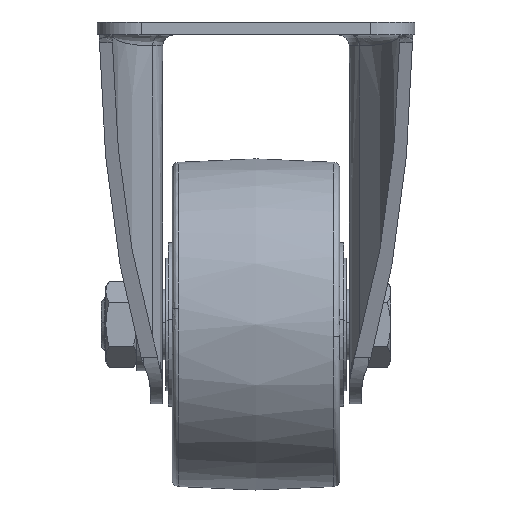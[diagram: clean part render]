
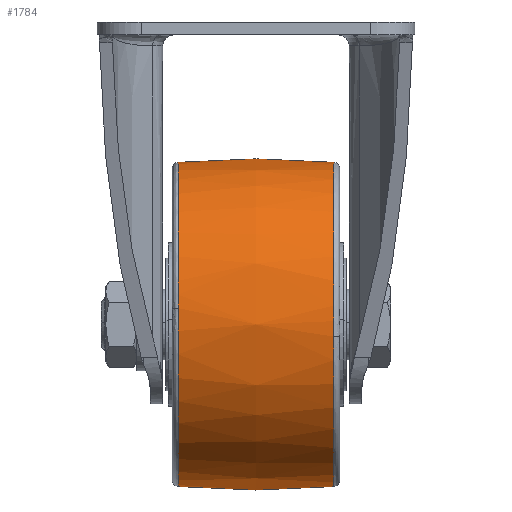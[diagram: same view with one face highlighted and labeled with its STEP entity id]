
A CAD part, left-side view. The second image highlights one B-rep face of the part: STEP entity #1784.
In plain terms, the highlighted free-form (B-spline) face has degree [2, 2] with [3, 7] control points.
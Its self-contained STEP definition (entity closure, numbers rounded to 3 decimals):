
#1496=CARTESIAN_POINT('',(-36.536,17.632,-64.815));
#1497=VERTEX_POINT('',#1496);
#1511=CARTESIAN_POINT('',(0.0,17.632,-31.779));
#1512=VERTEX_POINT('',#1511);
#1513=CARTESIAN_POINT('',(0.0,17.632,-31.779));
#1514=CARTESIAN_POINT('',(-33.203,17.632,-31.779));
#1515=CARTESIAN_POINT('',(-36.536,17.632,-64.815));
#1523=(BOUNDED_CURVE()B_SPLINE_CURVE(2,(#1513,#1514,#1515),.UNSPECIFIED.,.F.,.U.)B_SPLINE_CURVE_WITH_KNOTS((3,3),(0.5,0.733),.UNSPECIFIED.)CURVE()GEOMETRIC_REPRESENTATION_ITEM()RATIONAL_B_SPLINE_CURVE((1.0,0.728,0.962))REPRESENTATION_ITEM(''));
#1524=EDGE_CURVE('',#1512,#1497,#1523,.T.);
#1590=CARTESIAN_POINT('',(0.0,17.632,-105.221));
#1591=VERTEX_POINT('',#1590);
#1605=CARTESIAN_POINT('',(-36.536,17.632,-64.815));
#1606=CARTESIAN_POINT('',(-36.721,17.632,-66.653));
#1607=CARTESIAN_POINT('',(-36.721,17.632,-68.5));
#1608=CARTESIAN_POINT('',(-36.721,17.632,-105.221));
#1609=CARTESIAN_POINT('',(0.0,17.632,-105.221));
#1617=(BOUNDED_CURVE()B_SPLINE_CURVE(2,(#1605,#1606,#1607,#1608,#1609),.UNSPECIFIED.,.F.,.U.)B_SPLINE_CURVE_WITH_KNOTS((3,2,3),(0.733,0.75,1.0),.UNSPECIFIED.)CURVE()GEOMETRIC_REPRESENTATION_ITEM()RATIONAL_B_SPLINE_CURVE((0.962,0.98,1.0,0.707,1.0))REPRESENTATION_ITEM(''));
#1618=EDGE_CURVE('',#1497,#1591,#1617,.T.);
#1654=CARTESIAN_POINT('',(0.0,-17.632,-105.221));
#1655=VERTEX_POINT('',#1654);
#1656=CARTESIAN_POINT('',(0.0,-17.632,-105.221));
#1657=CARTESIAN_POINT('',(0.0,0.,-106.782));
#1658=CARTESIAN_POINT('',(0.0,17.632,-105.221));
#1666=(BOUNDED_CURVE()B_SPLINE_CURVE(2,(#1656,#1657,#1658),.UNSPECIFIED.,.F.,.U.)B_SPLINE_CURVE_WITH_KNOTS((3,3),(0.431,0.569),.UNSPECIFIED.)CURVE()GEOMETRIC_REPRESENTATION_ITEM()RATIONAL_B_SPLINE_CURVE((0.908,0.904,0.908))REPRESENTATION_ITEM(''));
#1667=EDGE_CURVE('',#1655,#1591,#1666,.T.);
#1671=CARTESIAN_POINT('',(0.0,-17.632,-31.779));
#1672=VERTEX_POINT('',#1671);
#1673=CARTESIAN_POINT('',(0.0,-17.632,-31.779));
#1674=CARTESIAN_POINT('',(0.0,0.,-30.218));
#1675=CARTESIAN_POINT('',(0.0,17.632,-31.779));
#1683=(BOUNDED_CURVE()B_SPLINE_CURVE(2,(#1673,#1674,#1675),.UNSPECIFIED.,.F.,.U.)B_SPLINE_CURVE_WITH_KNOTS((3,3),(0.431,0.569),.UNSPECIFIED.)CURVE()GEOMETRIC_REPRESENTATION_ITEM()RATIONAL_B_SPLINE_CURVE((0.908,0.904,0.908))REPRESENTATION_ITEM(''));
#1684=EDGE_CURVE('',#1672,#1512,#1683,.T.);
#1719=CARTESIAN_POINT('',(1.022,-19.386,-31.942));
#1720=CARTESIAN_POINT('',(1.075,0.,-30.054));
#1721=CARTESIAN_POINT('',(1.022,19.386,-31.942));
#1722=CARTESIAN_POINT('',(0.514,-19.386,-31.942));
#1723=CARTESIAN_POINT('',(0.541,0.,-30.054));
#1724=CARTESIAN_POINT('',(0.514,19.386,-31.942));
#1725=CARTESIAN_POINT('',(-36.558,-19.386,-31.942));
#1726=CARTESIAN_POINT('',(-38.446,0.,-30.054));
#1727=CARTESIAN_POINT('',(-36.558,19.386,-31.942));
#1728=CARTESIAN_POINT('',(-36.558,-19.386,-68.5));
#1729=CARTESIAN_POINT('',(-38.446,0.,-68.5));
#1730=CARTESIAN_POINT('',(-36.558,19.386,-68.5));
#1731=CARTESIAN_POINT('',(-36.558,-19.386,-105.058));
#1732=CARTESIAN_POINT('',(-38.446,0.,-106.946));
#1733=CARTESIAN_POINT('',(-36.558,19.386,-105.058));
#1734=CARTESIAN_POINT('',(0.514,-19.386,-105.058));
#1735=CARTESIAN_POINT('',(0.541,0.,-106.946));
#1736=CARTESIAN_POINT('',(0.514,19.386,-105.058));
#1737=CARTESIAN_POINT('',(1.022,-19.386,-105.058));
#1738=CARTESIAN_POINT('',(1.075,0.,-106.946));
#1739=CARTESIAN_POINT('',(1.022,19.386,-105.058));
#1747=(BOUNDED_SURFACE()B_SPLINE_SURFACE(2,2,((#1719,#1722,#1725,#1728,#1731,#1734,#1737),(#1720,#1723,#1726,#1729,#1732,#1735,#1738),(#1721,#1724,#1727,#1730,#1733,#1736,#1739)),.UNSPECIFIED.,.F.,.F.,.U.)B_SPLINE_SURFACE_WITH_KNOTS((3,3),(3,1,2,1,3),(0.0,38.863),(0.0,1.243,63.375,125.507,126.749),.UNSPECIFIED.)GEOMETRIC_REPRESENTATION_ITEM()RATIONAL_B_SPLINE_SURFACE(((0.919,0.914,0.642,0.908,0.642,0.914,0.919),(0.915,0.909,0.639,0.904,0.639,0.909,0.915),(0.919,0.914,0.642,0.908,0.642,0.914,0.919)))REPRESENTATION_ITEM('')SURFACE());
#1748=ORIENTED_EDGE('',*,*,#1667,.F.);
#1749=CARTESIAN_POINT('',(-36.617,-17.632,-71.266));
#1750=VERTEX_POINT('',#1749);
#1751=CARTESIAN_POINT('',(-36.617,-17.632,-71.266));
#1752=CARTESIAN_POINT('',(-34.052,-17.632,-105.221));
#1753=CARTESIAN_POINT('',(0.0,-17.632,-105.221));
#1761=(BOUNDED_CURVE()B_SPLINE_CURVE(2,(#1751,#1752,#1753),.UNSPECIFIED.,.F.,.U.)B_SPLINE_CURVE_WITH_KNOTS((3,3),(0.763,1.0),.UNSPECIFIED.)CURVE()GEOMETRIC_REPRESENTATION_ITEM()RATIONAL_B_SPLINE_CURVE((0.971,0.722,1.0))REPRESENTATION_ITEM(''));
#1762=EDGE_CURVE('',#1750,#1655,#1761,.T.);
#1763=ORIENTED_EDGE('',*,*,#1762,.F.);
#1764=CARTESIAN_POINT('',(0.0,-17.632,-31.779));
#1765=CARTESIAN_POINT('',(-36.721,-17.632,-31.779));
#1766=CARTESIAN_POINT('',(-36.721,-17.632,-68.5));
#1767=CARTESIAN_POINT('',(-36.721,-17.632,-69.885));
#1768=CARTESIAN_POINT('',(-36.617,-17.632,-71.266));
#1776=(BOUNDED_CURVE()B_SPLINE_CURVE(2,(#1764,#1765,#1766,#1767,#1768),.UNSPECIFIED.,.F.,.U.)B_SPLINE_CURVE_WITH_KNOTS((3,2,3),(0.5,0.75,0.763),.UNSPECIFIED.)CURVE()GEOMETRIC_REPRESENTATION_ITEM()RATIONAL_B_SPLINE_CURVE((1.0,0.707,1.0,0.985,0.971))REPRESENTATION_ITEM(''));
#1777=EDGE_CURVE('',#1672,#1750,#1776,.T.);
#1778=ORIENTED_EDGE('',*,*,#1777,.F.);
#1779=ORIENTED_EDGE('',*,*,#1684,.T.);
#1780=ORIENTED_EDGE('',*,*,#1524,.T.);
#1781=ORIENTED_EDGE('',*,*,#1618,.T.);
#1782=EDGE_LOOP('',(#1748,#1763,#1778,#1779,#1780,#1781));
#1783=FACE_OUTER_BOUND('',#1782,.T.);
#1784=ADVANCED_FACE('',(#1783),#1747,.T.);
